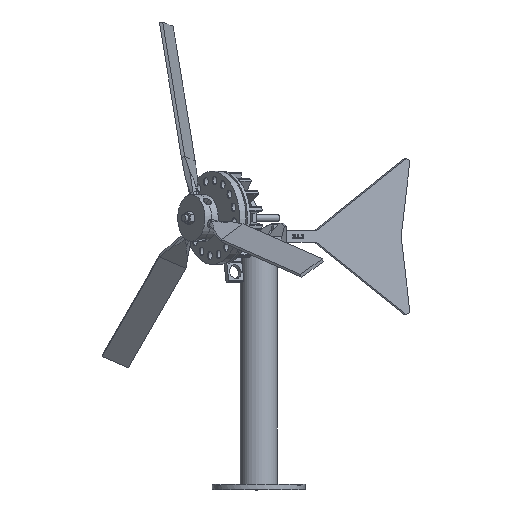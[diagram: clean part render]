
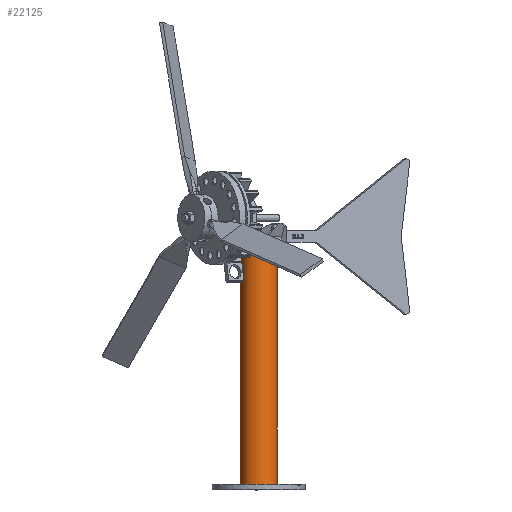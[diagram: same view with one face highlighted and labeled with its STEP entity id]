
A CAD part, front view. The second image highlights one B-rep face of the part: STEP entity #22125.
In plain terms, the highlighted cylindrical face has radius 16 mm (diameter 32 mm), a full revolution.
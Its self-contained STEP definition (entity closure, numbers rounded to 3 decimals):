
#554=CYLINDRICAL_SURFACE('',#23711,16.);
#790=CIRCLE('',#23712,16.);
#791=CIRCLE('',#23713,16.);
#1861=FACE_OUTER_BOUND('',#3096,.T.);
#3096=EDGE_LOOP('',(#16750,#16751,#16752,#16753));
#5378=LINE('',#33859,#7579);
#7579=VECTOR('',#26757,16.);
#9661=VERTEX_POINT('',#33856);
#9662=VERTEX_POINT('',#33858);
#12250=EDGE_CURVE('',#9661,#9661,#790,.T.);
#12251=EDGE_CURVE('',#9661,#9662,#5378,.T.);
#12252=EDGE_CURVE('',#9662,#9662,#791,.T.);
#16750=ORIENTED_EDGE('',*,*,#12250,.F.);
#16751=ORIENTED_EDGE('',*,*,#12251,.T.);
#16752=ORIENTED_EDGE('',*,*,#12252,.T.);
#16753=ORIENTED_EDGE('',*,*,#12251,.F.);
#22125=ADVANCED_FACE('',(#1861),#554,.T.);
#23711=AXIS2_PLACEMENT_3D('',#33855,#26753,#26754);
#23712=AXIS2_PLACEMENT_3D('',#33857,#26755,#26756);
#23713=AXIS2_PLACEMENT_3D('',#33860,#26758,#26759);
#26753=DIRECTION('center_axis',(0.,0.,1.));
#26754=DIRECTION('ref_axis',(1.,0.,0.));
#26755=DIRECTION('center_axis',(0.,0.,1.));
#26756=DIRECTION('ref_axis',(1.,0.,0.));
#26757=DIRECTION('',(0.,0.,-1.));
#26758=DIRECTION('center_axis',(0.,0.,1.));
#26759=DIRECTION('ref_axis',(1.,0.,0.));
#33855=CARTESIAN_POINT('Origin',(0.,0.,0.));
#33856=CARTESIAN_POINT('',(-16.,0.,200.));
#33857=CARTESIAN_POINT('Origin',(0.,0.,200.));
#33858=CARTESIAN_POINT('',(-16.,0.,0.));
#33859=CARTESIAN_POINT('',(-16.,0.,0.));
#33860=CARTESIAN_POINT('Origin',(0.,0.,0.));
